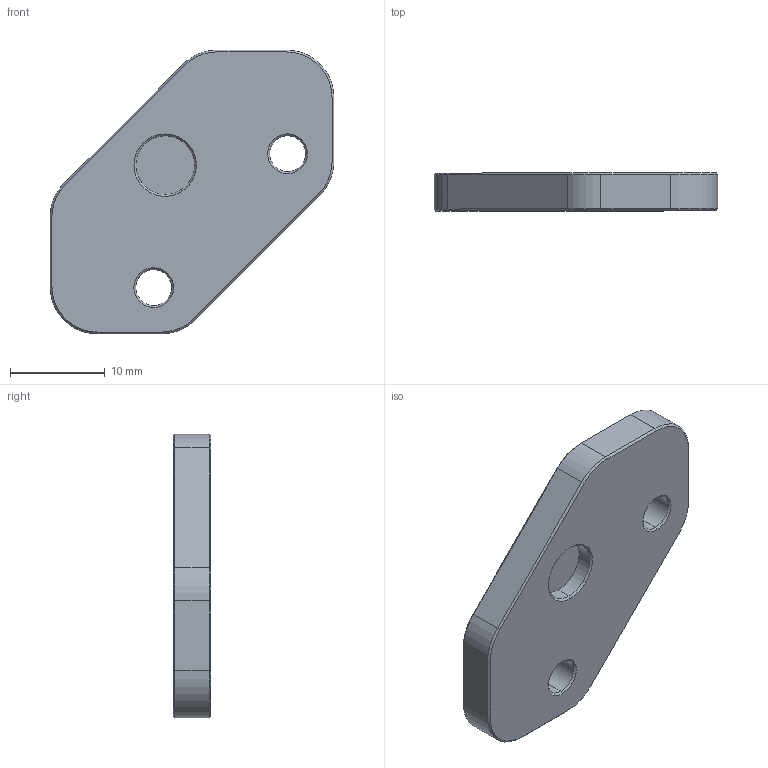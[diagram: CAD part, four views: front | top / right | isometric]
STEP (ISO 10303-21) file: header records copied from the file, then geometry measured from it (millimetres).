
FILE_DESCRIPTION (( 'STEP AP203' ), '1' );
FILE_NAME ('階啣棠沺嘐隅釱.STEP', '2024-01-19T05:07:47', ( 'Leo' ), ( '' ), 'SwSTEP 2.0', 'SolidWorks 2022', '' );
FILE_SCHEMA (( 'CONFIG_CONTROL_DESIGN' ));
Length unit declared in the file: millimetre
Products named in the file (1): 顶板磁铁固定座
Bounding box: 30 x 4 x 30 mm (x, y, z)
Volume: 2391.9 mm3; surface area: 1711.1 mm2
Topology: 1 solids, 1 shells, 55 faces, 122 edges, 70 vertices
Faces by surface type: cone 22, plane 21, cylinder 12
Entity records: 1575 total; most frequent: DIRECTION 280, CARTESIAN_POINT 248, ORIENTED_EDGE 244, EDGE_CURVE 122, AXIS2_PLACEMENT_3D 102, LINE 76, VECTOR 76, VERTEX_POINT 70
